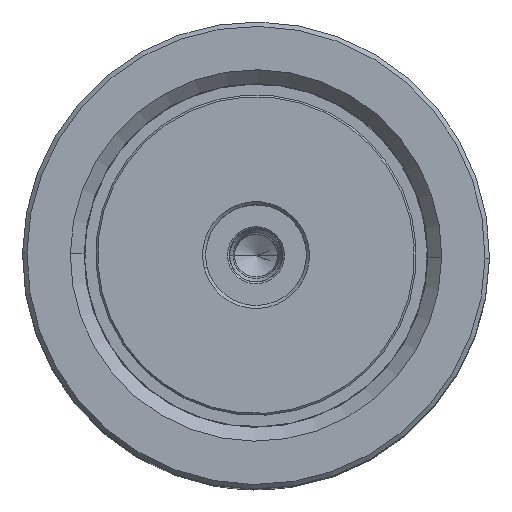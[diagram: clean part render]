
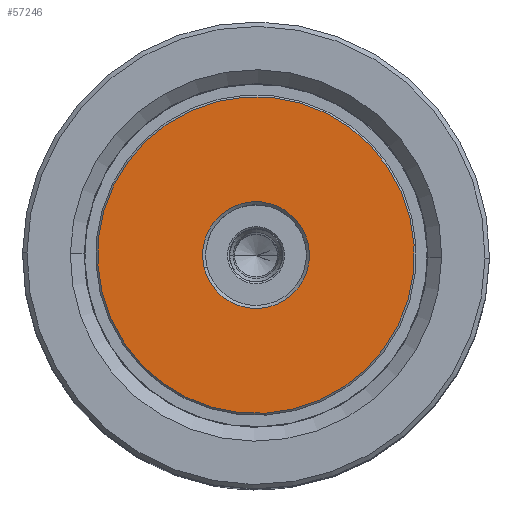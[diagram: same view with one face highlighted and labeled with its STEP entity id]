
A CAD part, top view. The second image highlights one B-rep face of the part: STEP entity #57246.
In plain terms, the highlighted face is planar.
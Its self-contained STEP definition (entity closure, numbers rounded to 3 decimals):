
#893 = DIRECTION ( 'NONE',  ( 1., 0., 0. ) ) ;
#2207 = VERTEX_POINT ( 'NONE', #14801 ) ;
#2353 = AXIS2_PLACEMENT_3D ( 'NONE', #58498, #53123, #893 ) ;
#3143 = EDGE_CURVE ( 'NONE', #16708, #2207, #52282, .T. ) ;
#4463 = DIRECTION ( 'NONE',  ( 1., 0., 0. ) ) ;
#10331 = DIRECTION ( 'NONE',  ( 1., 0., 0. ) ) ;
#10341 = EDGE_CURVE ( 'NONE', #24726, #54539, #51842, .T. ) ;
#10710 = ORIENTED_EDGE ( 'NONE', *, *, #3143, .T. ) ;
#13895 = ORIENTED_EDGE ( 'NONE', *, *, #10341, .T. ) ;
#14801 = CARTESIAN_POINT ( 'NONE',  ( -8.5, 0., 0. ) ) ;
#16708 = VERTEX_POINT ( 'NONE', #43565 ) ;
#17173 = CARTESIAN_POINT ( 'NONE',  ( -25.2, 0., 0. ) ) ;
#21480 = PLANE ( 'NONE',  #59921 ) ;
#22413 = DIRECTION ( 'NONE',  ( 1., 0., 0. ) ) ;
#23351 = ORIENTED_EDGE ( 'NONE', *, *, #50831, .T. ) ;
#24726 = VERTEX_POINT ( 'NONE', #28951 ) ;
#24946 = AXIS2_PLACEMENT_3D ( 'NONE', #28484, #47832, #4463 ) ;
#25318 = DIRECTION ( 'NONE',  ( 1., 0., 0. ) ) ;
#25877 = ORIENTED_EDGE ( 'NONE', *, *, #41148, .T. ) ;
#26590 = EDGE_LOOP ( 'NONE', ( #25877, #10710 ) ) ;
#28484 = CARTESIAN_POINT ( 'NONE',  ( 0., 0., 0. ) ) ;
#28951 = CARTESIAN_POINT ( 'NONE',  ( 25.2, 0., 0. ) ) ;
#29310 = CIRCLE ( 'NONE', #53611, 8.5 ) ;
#29618 = CIRCLE ( 'NONE', #2353, 25.2 ) ;
#32612 = AXIS2_PLACEMENT_3D ( 'NONE', #58911, #49718, #25318 ) ;
#36067 = DIRECTION ( 'NONE',  ( 0., 0., 1. ) ) ;
#41148 = EDGE_CURVE ( 'NONE', #2207, #16708, #29310, .T. ) ;
#41164 = CARTESIAN_POINT ( 'NONE',  ( 0., 0., 0. ) ) ;
#43565 = CARTESIAN_POINT ( 'NONE',  ( 8.5, 0., 0. ) ) ;
#44845 = DIRECTION ( 'NONE',  ( 0., 0., 1. ) ) ;
#45887 = FACE_OUTER_BOUND ( 'NONE', #60212, .T. ) ;
#47832 = DIRECTION ( 'NONE',  ( 0., 0., 1. ) ) ;
#49280 = CARTESIAN_POINT ( 'NONE',  ( 0., 0., 0. ) ) ;
#49718 = DIRECTION ( 'NONE',  ( 0., 0., -1. ) ) ;
#50831 = EDGE_CURVE ( 'NONE', #54539, #24726, #29618, .T. ) ;
#51842 = CIRCLE ( 'NONE', #32612, 25.2 ) ;
#52282 = CIRCLE ( 'NONE', #24946, 8.5 ) ;
#53123 = DIRECTION ( 'NONE',  ( 0., 0., -1. ) ) ;
#53611 = AXIS2_PLACEMENT_3D ( 'NONE', #49280, #44845, #10331 ) ;
#54539 = VERTEX_POINT ( 'NONE', #17173 ) ;
#57246 = ADVANCED_FACE ( 'NONE', ( #45887, #60441 ), #21480, .F. ) ;
#58498 = CARTESIAN_POINT ( 'NONE',  ( 0., 0., 0. ) ) ;
#58911 = CARTESIAN_POINT ( 'NONE',  ( 0., 0., 0. ) ) ;
#59921 = AXIS2_PLACEMENT_3D ( 'NONE', #41164, #36067, #22413 ) ;
#60212 = EDGE_LOOP ( 'NONE', ( #13895, #23351 ) ) ;
#60441 = FACE_BOUND ( 'NONE', #26590, .T. ) ;
